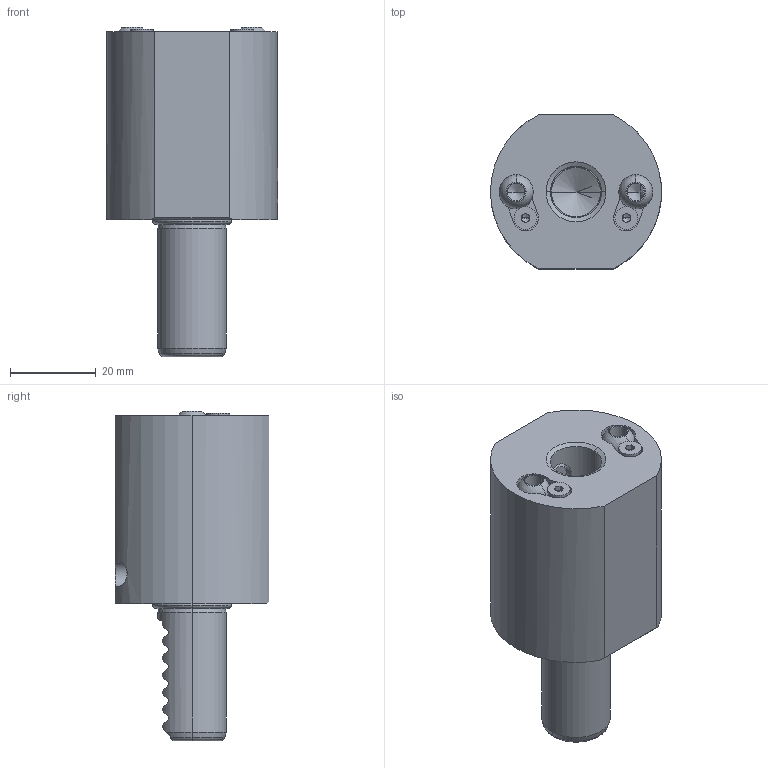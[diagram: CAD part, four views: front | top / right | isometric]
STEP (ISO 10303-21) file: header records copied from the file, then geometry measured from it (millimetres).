
FILE_DESCRIPTION (( 'STEP AP203' ), '1' );
FILE_NAME ('E2-16X12 ASSY.STEP', '2019-10-14T09:04:02', ( '' ), ( '' ), 'SwSTEP 2.0', 'SolidWorks 2017', '' );
FILE_SCHEMA (( 'CONFIG_CONTROL_DESIGN' ));
Length unit declared in the file: millimetre
Products named in the file (1): E2-16X12 ASSY
Bounding box: 40 x 36 x 77 mm (x, y, z)
Volume: 52462.7 mm3; surface area: 16496.2 mm2
Topology: 11 solids, 11 shells, 289 faces, 705 edges, 422 vertices
Faces by surface type: plane 120, cylinder 88, cone 60, torus 17, sphere 4
Entity records: 8817 total; most frequent: CARTESIAN_POINT 2188, DIRECTION 1383, ORIENTED_EDGE 1350, EDGE_CURVE 675, AXIS2_PLACEMENT_3D 519, VERTEX_POINT 416, VECTOR 345, LINE 345
